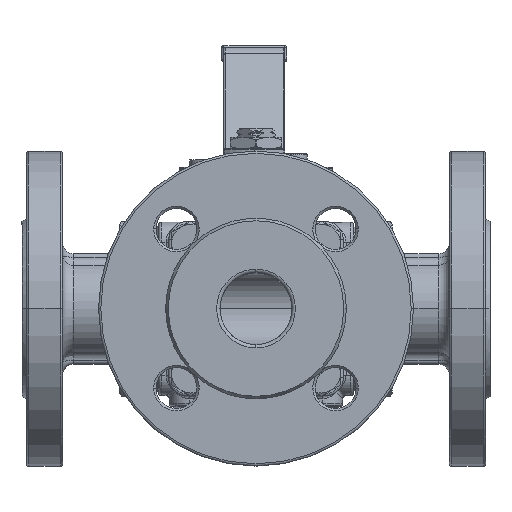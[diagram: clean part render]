
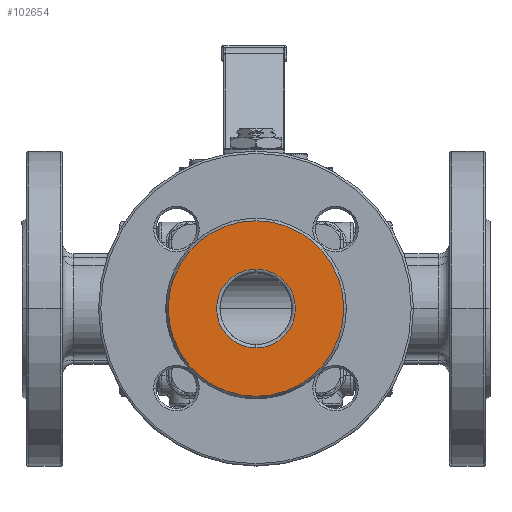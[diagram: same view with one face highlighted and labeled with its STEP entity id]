
A CAD part, top view. The second image highlights one B-rep face of the part: STEP entity #102654.
In plain terms, the highlighted planar face has unit normal (0, 0, 1).
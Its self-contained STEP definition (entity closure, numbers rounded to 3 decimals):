
#4073 = CARTESIAN_POINT ( 'NONE',  ( -39., 0., 104. ) ) ;
#4752 = CARTESIAN_POINT ( 'NONE',  ( 0., -17.5, 104. ) ) ;
#4778 = CARTESIAN_POINT ( 'NONE',  ( 0., 17.5, 104. ) ) ;
#4948 = CARTESIAN_POINT ( 'NONE',  ( 39., 0., 104. ) ) ;
#14464 = CARTESIAN_POINT ( 'NONE',  ( 0., 0., 104. ) ) ;
#14465 = DIRECTION ( 'NONE',  ( 0., 0., -1. ) ) ;
#14466 = DIRECTION ( 'NONE',  ( 0., 1., 0. ) ) ;
#14605 = CARTESIAN_POINT ( 'NONE',  ( 0., 0., 104. ) ) ;
#14606 = DIRECTION ( 'NONE',  ( 0., 0., -1. ) ) ;
#14607 = DIRECTION ( 'NONE',  ( -1., 0., 0. ) ) ;
#19556 = CIRCLE ( 'NONE', #85176, 39. ) ;
#20889 = CIRCLE ( 'NONE', #85405, 17.5 ) ;
#21001 = CIRCLE ( 'NONE', #85434, 39. ) ;
#22287 = ORIENTED_EDGE ( 'NONE', *, *, #91840, .F. ) ;
#22291 = ORIENTED_EDGE ( 'NONE', *, *, #101306, .F. ) ;
#22292 = ORIENTED_EDGE ( 'NONE', *, *, #130035, .T. ) ;
#22295 = ORIENTED_EDGE ( 'NONE', *, *, #101229, .T. ) ;
#37875 = VERTEX_POINT ( 'NONE', #4073 ) ;
#38092 = VERTEX_POINT ( 'NONE', #4752 ) ;
#38100 = VERTEX_POINT ( 'NONE', #4778 ) ;
#38153 = VERTEX_POINT ( 'NONE', #4948 ) ;
#42031 = AXIS2_PLACEMENT_3D ( 'NONE', #125068, #125070, #125072 ) ;
#82332 = CARTESIAN_POINT ( 'NONE',  ( 0., 0., 104. ) ) ;
#82333 = DIRECTION ( 'NONE',  ( 0., 0., -1. ) ) ;
#82334 = DIRECTION ( 'NONE',  ( -1., 0., 0. ) ) ;
#84202 = CIRCLE ( 'NONE', #42031, 17.5 ) ;
#85176 = AXIS2_PLACEMENT_3D ( 'NONE', #82332, #82333, #82334 ) ;
#85405 = AXIS2_PLACEMENT_3D ( 'NONE', #14464, #14465, #14466 ) ;
#85434 = AXIS2_PLACEMENT_3D ( 'NONE', #14605, #14606, #14607 ) ;
#91840 = EDGE_CURVE ( 'NONE', #38153, #37875, #19556, .T. ) ;
#95636 = PLANE ( 'NONE',  #104763 ) ;
#95650 = CARTESIAN_POINT ( 'NONE',  ( 0., 0., 104. ) ) ;
#95652 = DIRECTION ( 'NONE',  ( 0., 0., -1. ) ) ;
#95654 = DIRECTION ( 'NONE',  ( -1., 0., 0. ) ) ;
#101229 = EDGE_CURVE ( 'NONE', #38100, #38092, #20889, .T. ) ;
#101306 = EDGE_CURVE ( 'NONE', #37875, #38153, #21001, .T. ) ;
#102654 = ADVANCED_FACE ( 'NONE', ( #115335, #115336 ), #95636, .F. ) ;
#104763 = AXIS2_PLACEMENT_3D ( 'NONE', #95650, #95652, #95654 ) ;
#109491 = EDGE_LOOP ( 'NONE', ( #22291, #22287 ) ) ;
#109534 = EDGE_LOOP ( 'NONE', ( #22295, #22292 ) ) ;
#115335 = FACE_BOUND ( 'NONE', #109534, .T. ) ;
#115336 = FACE_OUTER_BOUND ( 'NONE', #109491, .T. ) ;
#125068 = CARTESIAN_POINT ( 'NONE',  ( 0., 0., 104. ) ) ;
#125070 = DIRECTION ( 'NONE',  ( 0., 0., -1. ) ) ;
#125072 = DIRECTION ( 'NONE',  ( 0., 1., 0. ) ) ;
#130035 = EDGE_CURVE ( 'NONE', #38092, #38100, #84202, .T. ) ;
